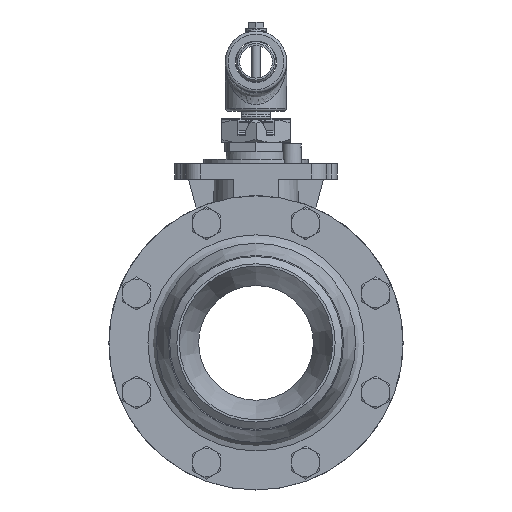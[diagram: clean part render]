
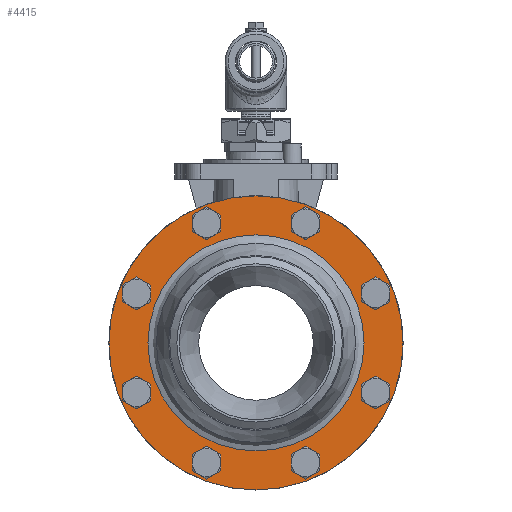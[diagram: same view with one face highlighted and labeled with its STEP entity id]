
A CAD part, front view. The second image highlights one B-rep face of the part: STEP entity #4415.
In plain terms, the highlighted planar face has unit normal (0, -1, 0).
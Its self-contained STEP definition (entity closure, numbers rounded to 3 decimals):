
#3917=CARTESIAN_POINT('',(28.518,-17.4,75.223));
#3918=VERTEX_POINT('',#3917);
#3919=CARTESIAN_POINT('',(33.026,-17.4,79.731));
#3920=DIRECTION('',(0.0,1.,0.0));
#3921=DIRECTION('',(0.707,0.0,0.707));
#3922=AXIS2_PLACEMENT_3D('',#3919,#3920,#3921);
#3923=CIRCLE('',#3922,6.375);
#3924=EDGE_CURVE('',#3918,#3918,#3923,.T.);
#3945=CARTESIAN_POINT('',(-33.026,-17.4,73.356));
#3946=VERTEX_POINT('',#3945);
#3947=CARTESIAN_POINT('',(-33.026,-17.4,79.731));
#3948=DIRECTION('',(0.0,1.0,0.0));
#3949=DIRECTION('',(0.0,0.0,1.0));
#3950=AXIS2_PLACEMENT_3D('',#3947,#3948,#3949);
#3951=CIRCLE('',#3950,6.375);
#3952=EDGE_CURVE('',#3946,#3946,#3951,.T.);
#3973=CARTESIAN_POINT('',(-75.223,-17.4,28.518));
#3974=VERTEX_POINT('',#3973);
#3975=CARTESIAN_POINT('',(-79.731,-17.4,33.026));
#3976=DIRECTION('',(0.0,1.0,0.0));
#3977=DIRECTION('',(-0.707,0.0,0.707));
#3978=AXIS2_PLACEMENT_3D('',#3975,#3976,#3977);
#3979=CIRCLE('',#3978,6.375);
#3980=EDGE_CURVE('',#3974,#3974,#3979,.T.);
#4001=CARTESIAN_POINT('',(-73.356,-17.4,-33.026));
#4002=VERTEX_POINT('',#4001);
#4003=CARTESIAN_POINT('',(-79.731,-17.4,-33.026));
#4004=DIRECTION('',(0.0,1.0,0.0));
#4005=DIRECTION('',(-1.0,0.0,0.0));
#4006=AXIS2_PLACEMENT_3D('',#4003,#4004,#4005);
#4007=CIRCLE('',#4006,6.375);
#4008=EDGE_CURVE('',#4002,#4002,#4007,.T.);
#4029=CARTESIAN_POINT('',(-28.518,-17.4,-75.223));
#4030=VERTEX_POINT('',#4029);
#4031=CARTESIAN_POINT('',(-33.026,-17.4,-79.731));
#4032=DIRECTION('',(0.0,1.0,0.0));
#4033=DIRECTION('',(-0.707,0.0,-0.707));
#4034=AXIS2_PLACEMENT_3D('',#4031,#4032,#4033);
#4035=CIRCLE('',#4034,6.375);
#4036=EDGE_CURVE('',#4030,#4030,#4035,.T.);
#4057=CARTESIAN_POINT('',(33.026,-17.4,-73.356));
#4058=VERTEX_POINT('',#4057);
#4059=CARTESIAN_POINT('',(33.026,-17.4,-79.731));
#4060=DIRECTION('',(0.0,1.0,0.0));
#4061=DIRECTION('',(0.0,0.0,-1.0));
#4062=AXIS2_PLACEMENT_3D('',#4059,#4060,#4061);
#4063=CIRCLE('',#4062,6.375);
#4064=EDGE_CURVE('',#4058,#4058,#4063,.T.);
#4085=CARTESIAN_POINT('',(75.223,-17.4,-28.518));
#4086=VERTEX_POINT('',#4085);
#4087=CARTESIAN_POINT('',(79.731,-17.4,-33.026));
#4088=DIRECTION('',(0.0,1.0,0.0));
#4089=DIRECTION('',(0.707,0.0,-0.707));
#4090=AXIS2_PLACEMENT_3D('',#4087,#4088,#4089);
#4091=CIRCLE('',#4090,6.375);
#4092=EDGE_CURVE('',#4086,#4086,#4091,.T.);
#4113=CARTESIAN_POINT('',(73.356,-17.4,33.026));
#4114=VERTEX_POINT('',#4113);
#4115=CARTESIAN_POINT('',(79.731,-17.4,33.026));
#4116=DIRECTION('',(0.0,1.0,0.0));
#4117=DIRECTION('',(1.0,0.0,0.0));
#4118=AXIS2_PLACEMENT_3D('',#4115,#4116,#4117);
#4119=CIRCLE('',#4118,6.375);
#4120=EDGE_CURVE('',#4114,#4114,#4119,.T.);
#4357=CARTESIAN_POINT('',(0.0,-17.4,72.011));
#4358=VERTEX_POINT('',#4357);
#4359=CARTESIAN_POINT('',(0.0,-17.4,0.0));
#4360=DIRECTION('',(0.0,1.0,0.0));
#4361=DIRECTION('',(0.0,0.0,1.0));
#4362=AXIS2_PLACEMENT_3D('',#4359,#4360,#4361);
#4363=CIRCLE('',#4362,72.011);
#4364=EDGE_CURVE('',#4358,#4358,#4363,.T.);
#4372=CARTESIAN_POINT('',(0.0,-17.4,85.006));
#4373=DIRECTION('',(0.0,-1.0,0.0));
#4374=DIRECTION('',(0.0,0.0,-1.0));
#4375=AXIS2_PLACEMENT_3D('',#4372,#4373,#4374);
#4376=PLANE('',#4375);
#4377=CARTESIAN_POINT('',(0.0,-17.4,98.));
#4378=VERTEX_POINT('',#4377);
#4379=CARTESIAN_POINT('',(0.0,-17.4,0.0));
#4380=DIRECTION('',(0.0,1.0,0.0));
#4381=DIRECTION('',(0.0,0.0,1.0));
#4382=AXIS2_PLACEMENT_3D('',#4379,#4380,#4381);
#4383=CIRCLE('',#4382,98.);
#4384=EDGE_CURVE('',#4378,#4378,#4383,.T.);
#4385=ORIENTED_EDGE('',*,*,#4384,.F.);
#4386=EDGE_LOOP('',(#4385));
#4387=FACE_OUTER_BOUND('',#4386,.T.);
#4388=ORIENTED_EDGE('',*,*,#3924,.T.);
#4389=EDGE_LOOP('',(#4388));
#4390=FACE_BOUND('',#4389,.T.);
#4391=ORIENTED_EDGE('',*,*,#3952,.T.);
#4392=EDGE_LOOP('',(#4391));
#4393=FACE_BOUND('',#4392,.T.);
#4394=ORIENTED_EDGE('',*,*,#3980,.T.);
#4395=EDGE_LOOP('',(#4394));
#4396=FACE_BOUND('',#4395,.T.);
#4397=ORIENTED_EDGE('',*,*,#4008,.T.);
#4398=EDGE_LOOP('',(#4397));
#4399=FACE_BOUND('',#4398,.T.);
#4400=ORIENTED_EDGE('',*,*,#4036,.T.);
#4401=EDGE_LOOP('',(#4400));
#4402=FACE_BOUND('',#4401,.T.);
#4403=ORIENTED_EDGE('',*,*,#4064,.T.);
#4404=EDGE_LOOP('',(#4403));
#4405=FACE_BOUND('',#4404,.T.);
#4406=ORIENTED_EDGE('',*,*,#4092,.T.);
#4407=EDGE_LOOP('',(#4406));
#4408=FACE_BOUND('',#4407,.T.);
#4409=ORIENTED_EDGE('',*,*,#4120,.T.);
#4410=EDGE_LOOP('',(#4409));
#4411=FACE_BOUND('',#4410,.T.);
#4412=ORIENTED_EDGE('',*,*,#4364,.T.);
#4413=EDGE_LOOP('',(#4412));
#4414=FACE_BOUND('',#4413,.T.);
#4415=ADVANCED_FACE('',(#4387,#4390,#4393,#4396,#4399,#4402,#4405,#4408,#4411,#4414),#4376,.T.);
